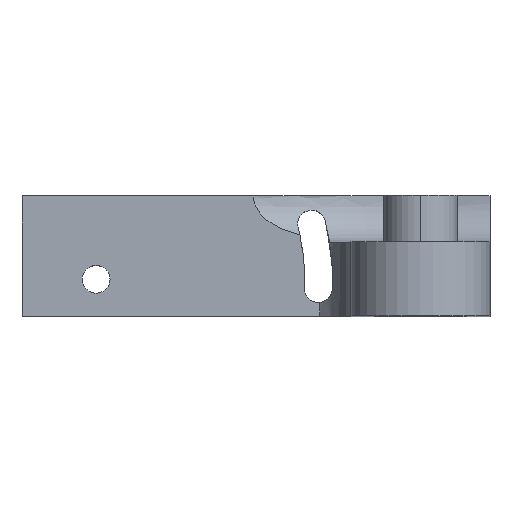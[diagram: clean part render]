
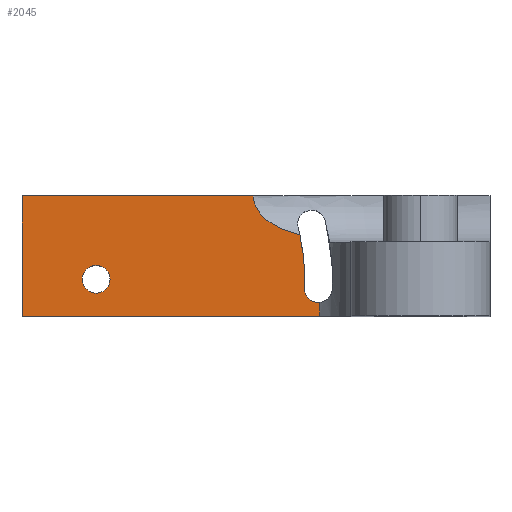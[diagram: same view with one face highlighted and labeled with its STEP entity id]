
A CAD part, top view. The second image highlights one B-rep face of the part: STEP entity #2045.
In plain terms, the highlighted planar face has unit normal (0, 0, 1).
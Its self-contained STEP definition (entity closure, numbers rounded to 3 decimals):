
#3 = LINE ( 'NONE', #493, #1349 ) ;
#19 = EDGE_CURVE ( 'NONE', #1873, #560, #3, .T. ) ;
#25 = CARTESIAN_POINT ( 'NONE',  ( -18.028, 13., -30. ) ) ;
#30 = CARTESIAN_POINT ( 'NONE',  ( -18.028, 12.702, -30. ) ) ;
#50 = CARTESIAN_POINT ( 'NONE',  ( -15.967, 9.972, -30. ) ) ;
#63 = EDGE_CURVE ( 'NONE', #299, #560, #166, .T. ) ;
#166 = LINE ( 'NONE', #1430, #1686 ) ;
#167 = CARTESIAN_POINT ( 'NONE',  ( -43., 13., -30. ) ) ;
#169 = DIRECTION ( 'NONE',  ( -1., 0., 0. ) ) ;
#181 = EDGE_CURVE ( 'NONE', #255, #1365, #1223, .T. ) ;
#186 = CARTESIAN_POINT ( 'NONE',  ( -17.975, 12.407, -30. ) ) ;
#192 = EDGE_CURVE ( 'NONE', #1938, #1063, #589, .T. ) ;
#200 = LINE ( 'NONE', #1615, #1832 ) ;
#216 = CARTESIAN_POINT ( 'NONE',  ( -11.021, 3.001, -30. ) ) ;
#218 = FACE_OUTER_BOUND ( 'NONE', #706, .T. ) ;
#255 = VERTEX_POINT ( 'NONE', #1299 ) ;
#275 = CIRCLE ( 'NONE', #500, 22.5 ) ;
#299 = VERTEX_POINT ( 'NONE', #1770 ) ;
#301 = CARTESIAN_POINT ( 'NONE',  ( -10.886, 0., -30. ) ) ;
#359 = CARTESIAN_POINT ( 'NONE',  ( -18.028, 13., -30. ) ) ;
#363 = CARTESIAN_POINT ( 'NONE',  ( -12.521, 3.001, -30. ) ) ;
#377 = DIRECTION ( 'NONE',  ( 1., 0., 0. ) ) ;
#405 = DIRECTION ( 'NONE',  ( 1., 0., 0. ) ) ;
#408 = CARTESIAN_POINT ( 'NONE',  ( -35., 4., -30. ) ) ;
#487 = ORIENTED_EDGE ( 'NONE', *, *, #1246, .F. ) ;
#493 = CARTESIAN_POINT ( 'NONE',  ( -10.886, 14.899, -30. ) ) ;
#500 = AXIS2_PLACEMENT_3D ( 'NONE', #408, #1016, #377 ) ;
#560 = VERTEX_POINT ( 'NONE', #301 ) ;
#589 = CIRCLE ( 'NONE', #1549, 1.5 ) ;
#610 = CARTESIAN_POINT ( 'NONE',  ( -10.886, 1.507, -30. ) ) ;
#635 = CIRCLE ( 'NONE', #900, 1.5 ) ;
#647 = DIRECTION ( 'NONE',  ( 1., 0., 0. ) ) ;
#678 = ORIENTED_EDGE ( 'NONE', *, *, #63, .T. ) ;
#682 = CARTESIAN_POINT ( 'NONE',  ( -17.783, 11.852, -30. ) ) ;
#706 = EDGE_LOOP ( 'NONE', ( #1191, #1091, #1750, #1467, #1573, #678, #1212, #1189 ) ) ;
#707 = DIRECTION ( 'NONE',  ( 0., -1., 0. ) ) ;
#727 = CARTESIAN_POINT ( 'NONE',  ( -13.016, 8.793, -30. ) ) ;
#777 = ORIENTED_EDGE ( 'NONE', *, *, #891, .F. ) ;
#785 = EDGE_CURVE ( 'NONE', #1063, #1873, #635, .T. ) ;
#788 = CARTESIAN_POINT ( 'NONE',  ( -15.191, 9.553, -30. ) ) ;
#802 = VECTOR ( 'NONE', #169, 1000. ) ;
#850 = PLANE ( 'NONE',  #1131 ) ;
#864 = VERTEX_POINT ( 'NONE', #984 ) ;
#891 = EDGE_CURVE ( 'NONE', #970, #864, #1793, .T. ) ;
#900 = AXIS2_PLACEMENT_3D ( 'NONE', #1572, #2035, #1865 ) ;
#970 = VERTEX_POINT ( 'NONE', #1590 ) ;
#973 = DIRECTION ( 'NONE',  ( 0., 0., 1. ) ) ;
#984 = CARTESIAN_POINT ( 'NONE',  ( -36.5, 4., -30. ) ) ;
#985 = EDGE_CURVE ( 'NONE', #1365, #1341, #1129, .T. ) ;
#1013 = CARTESIAN_POINT ( 'NONE',  ( -12.519, 3.063, -30. ) ) ;
#1016 = DIRECTION ( 'NONE',  ( 0., 0., 1. ) ) ;
#1054 = EDGE_CURVE ( 'NONE', #1341, #299, #200, .T. ) ;
#1063 = VERTEX_POINT ( 'NONE', #363 ) ;
#1067 = EDGE_CURVE ( 'NONE', #1938, #255, #275, .T. ) ;
#1091 = ORIENTED_EDGE ( 'NONE', *, *, #1067, .T. ) ;
#1125 = DIRECTION ( 'NONE',  ( 1., 0., 0. ) ) ;
#1129 = LINE ( 'NONE', #2055, #802 ) ;
#1131 = AXIS2_PLACEMENT_3D ( 'NONE', #1674, #1369, #405 ) ;
#1189 = ORIENTED_EDGE ( 'NONE', *, *, #785, .F. ) ;
#1191 = ORIENTED_EDGE ( 'NONE', *, *, #192, .F. ) ;
#1212 = ORIENTED_EDGE ( 'NONE', *, *, #19, .F. ) ;
#1223 = B_SPLINE_CURVE_WITH_KNOTS ( 'NONE', 3,
 ( #727, #1577, #2051, #1595, #788, #1635, #50, #1611, #1975, #1458, #682, #186, #30, #359 ),
 .UNSPECIFIED., .F., .F.,
 ( 4, 2, 2, 2, 2, 2, 4 ),
 ( 0.002, 0.004, 0.005, 0.006, 0.007, 0.008, 0.009 ),
 .UNSPECIFIED. ) ;
#1243 = DIRECTION ( 'NONE',  ( 1., 0., 0. ) ) ;
#1246 = EDGE_CURVE ( 'NONE', #864, #970, #1498, .T. ) ;
#1299 = CARTESIAN_POINT ( 'NONE',  ( -13.016, 8.793, -30. ) ) ;
#1325 = AXIS2_PLACEMENT_3D ( 'NONE', #1767, #1937, #647 ) ;
#1341 = VERTEX_POINT ( 'NONE', #167 ) ;
#1349 = VECTOR ( 'NONE', #1421, 1000. ) ;
#1365 = VERTEX_POINT ( 'NONE', #25 ) ;
#1369 = DIRECTION ( 'NONE',  ( 0., 0., 1. ) ) ;
#1421 = DIRECTION ( 'NONE',  ( 0., -1., 0. ) ) ;
#1430 = CARTESIAN_POINT ( 'NONE',  ( -43., 0., -30. ) ) ;
#1458 = CARTESIAN_POINT ( 'NONE',  ( -17.643, 11.587, -30. ) ) ;
#1467 = ORIENTED_EDGE ( 'NONE', *, *, #985, .T. ) ;
#1498 = CIRCLE ( 'NONE', #1928, 1.5 ) ;
#1547 = DIRECTION ( 'NONE',  ( 0., 0., 1. ) ) ;
#1549 = AXIS2_PLACEMENT_3D ( 'NONE', #216, #973, #1780 ) ;
#1572 = CARTESIAN_POINT ( 'NONE',  ( -11.021, 3.001, -30. ) ) ;
#1573 = ORIENTED_EDGE ( 'NONE', *, *, #1054, .T. ) ;
#1577 = CARTESIAN_POINT ( 'NONE',  ( -13.574, 8.936, -30. ) ) ;
#1590 = CARTESIAN_POINT ( 'NONE',  ( -33.5, 4., -30. ) ) ;
#1595 = CARTESIAN_POINT ( 'NONE',  ( -14.927, 9.433, -30. ) ) ;
#1611 = CARTESIAN_POINT ( 'NONE',  ( -16.695, 10.468, -30. ) ) ;
#1615 = CARTESIAN_POINT ( 'NONE',  ( -43., 13., -30. ) ) ;
#1635 = CARTESIAN_POINT ( 'NONE',  ( -15.711, 9.822, -30. ) ) ;
#1637 = FACE_BOUND ( 'NONE', #1818, .T. ) ;
#1674 = CARTESIAN_POINT ( 'NONE',  ( 0., 0., -30. ) ) ;
#1686 = VECTOR ( 'NONE', #1125, 1000. ) ;
#1718 = CARTESIAN_POINT ( 'NONE',  ( -35., 4., -30. ) ) ;
#1750 = ORIENTED_EDGE ( 'NONE', *, *, #181, .T. ) ;
#1767 = CARTESIAN_POINT ( 'NONE',  ( -35., 4., -30. ) ) ;
#1770 = CARTESIAN_POINT ( 'NONE',  ( -43., 0., -30. ) ) ;
#1780 = DIRECTION ( 'NONE',  ( 1., 0., 0. ) ) ;
#1793 = CIRCLE ( 'NONE', #1325, 1.5 ) ;
#1818 = EDGE_LOOP ( 'NONE', ( #487, #777 ) ) ;
#1832 = VECTOR ( 'NONE', #707, 1000. ) ;
#1865 = DIRECTION ( 'NONE',  ( 1., 0., 0. ) ) ;
#1873 = VERTEX_POINT ( 'NONE', #610 ) ;
#1928 = AXIS2_PLACEMENT_3D ( 'NONE', #1718, #1547, #1243 ) ;
#1937 = DIRECTION ( 'NONE',  ( 0., 0., 1. ) ) ;
#1938 = VERTEX_POINT ( 'NONE', #1013 ) ;
#1975 = CARTESIAN_POINT ( 'NONE',  ( -17.142, 10.867, -30. ) ) ;
#2035 = DIRECTION ( 'NONE',  ( 0., 0., 1. ) ) ;
#2045 = ADVANCED_FACE ( 'NONE', ( #1637, #218 ), #850, .T. ) ;
#2051 = CARTESIAN_POINT ( 'NONE',  ( -14.124, 9.108, -30. ) ) ;
#2055 = CARTESIAN_POINT ( 'NONE',  ( -17.5, 13., -30. ) ) ;
